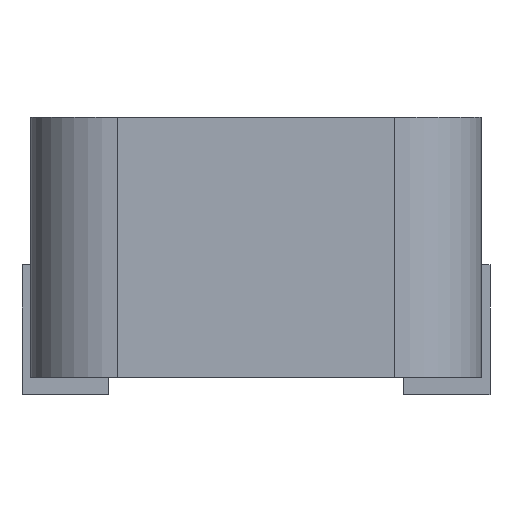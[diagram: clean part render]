
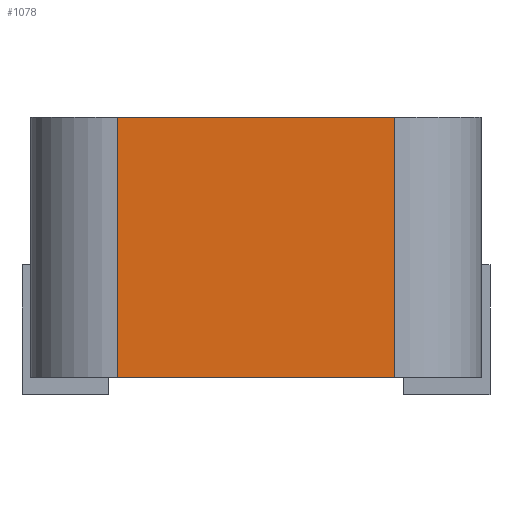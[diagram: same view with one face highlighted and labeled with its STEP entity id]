
A CAD part, front view. The second image highlights one B-rep face of the part: STEP entity #1078.
In plain terms, the highlighted planar face has unit normal (0, -1, 0).
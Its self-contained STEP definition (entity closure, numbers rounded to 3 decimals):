
#44 = PLANE('',#45);
#45 = AXIS2_PLACEMENT_3D('',#46,#47,#48);
#46 = CARTESIAN_POINT('',(0.,0.,0.2));
#47 = DIRECTION('',(0.,0.,-1.));
#48 = DIRECTION('',(0.,-1.,0.));
#72 = CYLINDRICAL_SURFACE('',#73,1.);
#73 = AXIS2_PLACEMENT_3D('',#74,#75,#76);
#74 = CARTESIAN_POINT('',(-1.6,-1.5,0.2));
#75 = DIRECTION('',(-0.,-0.,-1.));
#76 = DIRECTION('',(1.,0.,0.));
#100 = PLANE('',#101);
#101 = AXIS2_PLACEMENT_3D('',#102,#103,#104);
#102 = CARTESIAN_POINT('',(0.,0.,3.2));
#103 = DIRECTION('',(0.,0.,-1.));
#104 = DIRECTION('',(0.,-1.,0.));
#243 = VERTEX_POINT('',#244);
#244 = CARTESIAN_POINT('',(-1.6,-2.5,0.2));
#557 = VERTEX_POINT('',#558);
#558 = CARTESIAN_POINT('',(1.6,-2.5,0.2));
#577 = CYLINDRICAL_SURFACE('',#578,1.);
#578 = AXIS2_PLACEMENT_3D('',#579,#580,#581);
#579 = CARTESIAN_POINT('',(1.6,-1.5,0.2));
#580 = DIRECTION('',(-0.,-0.,-1.));
#581 = DIRECTION('',(1.,0.,0.));
#589 = EDGE_CURVE('',#557,#243,#590,.T.);
#590 = SURFACE_CURVE('',#591,(#595,#602),.PCURVE_S1.);
#591 = LINE('',#592,#593);
#592 = CARTESIAN_POINT('',(1.6,-2.5,0.2));
#593 = VECTOR('',#594,1.);
#594 = DIRECTION('',(-1.,0.,0.));
#595 = PCURVE('',#44,#596);
#596 = DEFINITIONAL_REPRESENTATION('',(#597),#601);
#597 = LINE('',#598,#599);
#598 = CARTESIAN_POINT('',(2.5,-1.6));
#599 = VECTOR('',#600,1.);
#600 = DIRECTION('',(0.,1.));
#601 = ( GEOMETRIC_REPRESENTATION_CONTEXT(2) 
PARAMETRIC_REPRESENTATION_CONTEXT() REPRESENTATION_CONTEXT('2D SPACE',''
  ) );
#602 = PCURVE('',#603,#608);
#603 = PLANE('',#604);
#604 = AXIS2_PLACEMENT_3D('',#605,#606,#607);
#605 = CARTESIAN_POINT('',(1.6,-2.5,0.2));
#606 = DIRECTION('',(0.,-1.,0.));
#607 = DIRECTION('',(-1.,0.,0.));
#608 = DEFINITIONAL_REPRESENTATION('',(#609),#613);
#609 = LINE('',#610,#611);
#610 = CARTESIAN_POINT('',(0.,-0.));
#611 = VECTOR('',#612,1.);
#612 = DIRECTION('',(1.,0.));
#613 = ( GEOMETRIC_REPRESENTATION_CONTEXT(2) 
PARAMETRIC_REPRESENTATION_CONTEXT() REPRESENTATION_CONTEXT('2D SPACE',''
  ) );
#976 = VERTEX_POINT('',#977);
#977 = CARTESIAN_POINT('',(1.6,-2.5,3.2));
#1003 = EDGE_CURVE('',#976,#1004,#1006,.T.);
#1004 = VERTEX_POINT('',#1005);
#1005 = CARTESIAN_POINT('',(-1.6,-2.5,3.2));
#1006 = SURFACE_CURVE('',#1007,(#1011,#1018),.PCURVE_S1.);
#1007 = LINE('',#1008,#1009);
#1008 = CARTESIAN_POINT('',(1.6,-2.5,3.2));
#1009 = VECTOR('',#1010,1.);
#1010 = DIRECTION('',(-1.,0.,0.));
#1011 = PCURVE('',#100,#1012);
#1012 = DEFINITIONAL_REPRESENTATION('',(#1013),#1017);
#1013 = LINE('',#1014,#1015);
#1014 = CARTESIAN_POINT('',(2.5,-1.6));
#1015 = VECTOR('',#1016,1.);
#1016 = DIRECTION('',(0.,1.));
#1017 = ( GEOMETRIC_REPRESENTATION_CONTEXT(2) 
PARAMETRIC_REPRESENTATION_CONTEXT() REPRESENTATION_CONTEXT('2D SPACE',''
  ) );
#1018 = PCURVE('',#603,#1019);
#1019 = DEFINITIONAL_REPRESENTATION('',(#1020),#1024);
#1020 = LINE('',#1021,#1022);
#1021 = CARTESIAN_POINT('',(0.,-3.));
#1022 = VECTOR('',#1023,1.);
#1023 = DIRECTION('',(1.,0.));
#1024 = ( GEOMETRIC_REPRESENTATION_CONTEXT(2) 
PARAMETRIC_REPRESENTATION_CONTEXT() REPRESENTATION_CONTEXT('2D SPACE',''
  ) );
#1057 = EDGE_CURVE('',#243,#1004,#1058,.T.);
#1058 = SURFACE_CURVE('',#1059,(#1063,#1070),.PCURVE_S1.);
#1059 = LINE('',#1060,#1061);
#1060 = CARTESIAN_POINT('',(-1.6,-2.5,0.2));
#1061 = VECTOR('',#1062,1.);
#1062 = DIRECTION('',(0.,0.,1.));
#1063 = PCURVE('',#72,#1064);
#1064 = DEFINITIONAL_REPRESENTATION('',(#1065),#1069);
#1065 = LINE('',#1066,#1067);
#1066 = CARTESIAN_POINT('',(-4.712,0.));
#1067 = VECTOR('',#1068,1.);
#1068 = DIRECTION('',(-0.,-1.));
#1069 = ( GEOMETRIC_REPRESENTATION_CONTEXT(2) 
PARAMETRIC_REPRESENTATION_CONTEXT() REPRESENTATION_CONTEXT('2D SPACE',''
  ) );
#1070 = PCURVE('',#603,#1071);
#1071 = DEFINITIONAL_REPRESENTATION('',(#1072),#1076);
#1072 = LINE('',#1073,#1074);
#1073 = CARTESIAN_POINT('',(3.2,0.));
#1074 = VECTOR('',#1075,1.);
#1075 = DIRECTION('',(0.,-1.));
#1076 = ( GEOMETRIC_REPRESENTATION_CONTEXT(2) 
PARAMETRIC_REPRESENTATION_CONTEXT() REPRESENTATION_CONTEXT('2D SPACE',''
  ) );
#1078 = ADVANCED_FACE('',(#1079),#603,.T.);
#1079 = FACE_BOUND('',#1080,.T.);
#1080 = EDGE_LOOP('',(#1081,#1102,#1103,#1104));
#1081 = ORIENTED_EDGE('',*,*,#1082,.T.);
#1082 = EDGE_CURVE('',#557,#976,#1083,.T.);
#1083 = SURFACE_CURVE('',#1084,(#1088,#1095),.PCURVE_S1.);
#1084 = LINE('',#1085,#1086);
#1085 = CARTESIAN_POINT('',(1.6,-2.5,0.2));
#1086 = VECTOR('',#1087,1.);
#1087 = DIRECTION('',(0.,0.,1.));
#1088 = PCURVE('',#603,#1089);
#1089 = DEFINITIONAL_REPRESENTATION('',(#1090),#1094);
#1090 = LINE('',#1091,#1092);
#1091 = CARTESIAN_POINT('',(0.,-0.));
#1092 = VECTOR('',#1093,1.);
#1093 = DIRECTION('',(0.,-1.));
#1094 = ( GEOMETRIC_REPRESENTATION_CONTEXT(2) 
PARAMETRIC_REPRESENTATION_CONTEXT() REPRESENTATION_CONTEXT('2D SPACE',''
  ) );
#1095 = PCURVE('',#577,#1096);
#1096 = DEFINITIONAL_REPRESENTATION('',(#1097),#1101);
#1097 = LINE('',#1098,#1099);
#1098 = CARTESIAN_POINT('',(-4.712,0.));
#1099 = VECTOR('',#1100,1.);
#1100 = DIRECTION('',(-0.,-1.));
#1101 = ( GEOMETRIC_REPRESENTATION_CONTEXT(2) 
PARAMETRIC_REPRESENTATION_CONTEXT() REPRESENTATION_CONTEXT('2D SPACE',''
  ) );
#1102 = ORIENTED_EDGE('',*,*,#1003,.T.);
#1103 = ORIENTED_EDGE('',*,*,#1057,.F.);
#1104 = ORIENTED_EDGE('',*,*,#589,.F.);
